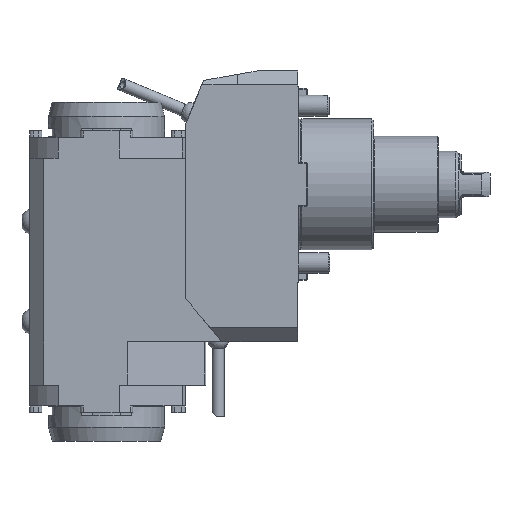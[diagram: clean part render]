
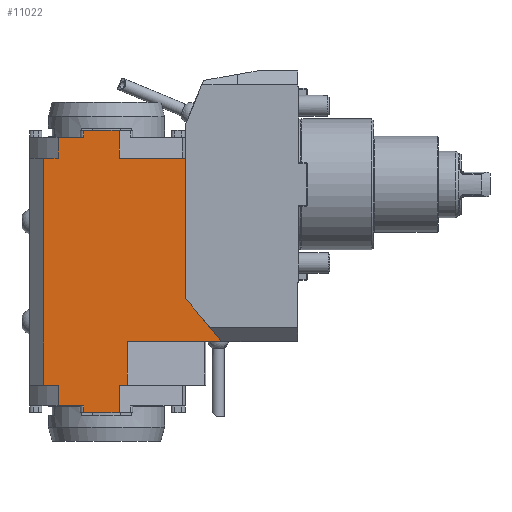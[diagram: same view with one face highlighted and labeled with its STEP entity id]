
A CAD part, left-side view. The second image highlights one B-rep face of the part: STEP entity #11022.
In plain terms, the highlighted planar face has unit normal (-1, 0, 0).
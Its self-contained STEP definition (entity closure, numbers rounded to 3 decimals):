
#320 = CARTESIAN_POINT ( 'NONE',  ( -44., 123., -126.9 ) ) ;
#440 = CARTESIAN_POINT ( 'NONE',  ( -44., 64.5, -65.5 ) ) ;
#517 = ORIENTED_EDGE ( 'NONE', *, *, #4442, .T. ) ;
#526 = VERTEX_POINT ( 'NONE', #440 ) ;
#1169 = VECTOR ( 'NONE', #12996, 1000. ) ;
#1348 = ORIENTED_EDGE ( 'NONE', *, *, #25585, .T. ) ;
#1432 = CARTESIAN_POINT ( 'NONE',  ( -44., 94.5, -90. ) ) ;
#1655 = CARTESIAN_POINT ( 'NONE',  ( -44., 98.144, -115. ) ) ;
#1893 = LINE ( 'NONE', #11330, #1169 ) ;
#1894 = ORIENTED_EDGE ( 'NONE', *, *, #21132, .F. ) ;
#2123 = DIRECTION ( 'NONE',  ( 0., -1., 0. ) ) ;
#2139 = VECTOR ( 'NONE', #22595, 1000. ) ;
#2248 = DIRECTION ( 'NONE',  ( 0., 0., -1. ) ) ;
#2272 = CARTESIAN_POINT ( 'NONE',  ( -44., 123., -130.9 ) ) ;
#2363 = ORIENTED_EDGE ( 'NONE', *, *, #23916, .F. ) ;
#2395 = CARTESIAN_POINT ( 'NONE',  ( -44., 98.144, -90. ) ) ;
#2417 = LINE ( 'NONE', #20744, #25513 ) ;
#2422 = CARTESIAN_POINT ( 'NONE',  ( -44., 98.144, -90. ) ) ;
#3055 = VECTOR ( 'NONE', #4888, 1000. ) ;
#3613 = EDGE_CURVE ( 'NONE', #11435, #13709, #20285, .T. ) ;
#3647 = EDGE_CURVE ( 'NONE', #19530, #6441, #22815, .T. ) ;
#3750 = EDGE_CURVE ( 'NONE', #4142, #28535, #5684, .T. ) ;
#3766 = CARTESIAN_POINT ( 'NONE',  ( -44., 64.5, 15. ) ) ;
#3937 = DIRECTION ( 'NONE',  ( -1., 0., 0. ) ) ;
#3991 = VECTOR ( 'NONE', #7596, 1000. ) ;
#4142 = VERTEX_POINT ( 'NONE', #19856 ) ;
#4442 = EDGE_CURVE ( 'NONE', #29307, #6441, #27884, .T. ) ;
#4781 = VECTOR ( 'NONE', #2248, 1000. ) ;
#4794 = VERTEX_POINT ( 'NONE', #12338 ) ;
#4888 = DIRECTION ( 'NONE',  ( 0., 0., -1. ) ) ;
#4922 = LINE ( 'NONE', #18176, #17590 ) ;
#5057 = EDGE_CURVE ( 'NONE', #4794, #25388, #20459, .T. ) ;
#5397 = DIRECTION ( 'NONE',  ( 0., 0., -1. ) ) ;
#5536 = CARTESIAN_POINT ( 'NONE',  ( -44., 137.713, 15. ) ) ;
#5630 = VERTEX_POINT ( 'NONE', #11937 ) ;
#5684 = LINE ( 'NONE', #28523, #22334 ) ;
#5848 = LINE ( 'NONE', #17869, #6980 ) ;
#5922 = VERTEX_POINT ( 'NONE', #12153 ) ;
#5998 = ORIENTED_EDGE ( 'NONE', *, *, #3750, .T. ) ;
#6182 = DIRECTION ( 'NONE',  ( 0., -1., 0. ) ) ;
#6267 = CARTESIAN_POINT ( 'NONE',  ( -44., 137.713, -126.9 ) ) ;
#6441 = VERTEX_POINT ( 'NONE', #6267 ) ;
#6557 = LINE ( 'NONE', #27117, #2139 ) ;
#6641 = CARTESIAN_POINT ( 'NONE',  ( -44., 102.8, -130.9 ) ) ;
#6980 = VECTOR ( 'NONE', #9093, 1000. ) ;
#7179 = CARTESIAN_POINT ( 'NONE',  ( -44., 43.942, -90. ) ) ;
#7196 = EDGE_LOOP ( 'NONE', ( #17970, #1348, #19824, #27650, #19345, #5998, #20055, #12087, #14152, #25253, #16526, #517, #13782, #2363, #24692, #10212, #1894, #17499, #12295 ) ) ;
#7449 = CARTESIAN_POINT ( 'NONE',  ( -44., 102.8, 30.9 ) ) ;
#7596 = DIRECTION ( 'NONE',  ( 0., -1., 0. ) ) ;
#7759 = LINE ( 'NONE', #26391, #21640 ) ;
#7887 = VECTOR ( 'NONE', #25376, 1000. ) ;
#8226 = LINE ( 'NONE', #26885, #23775 ) ;
#8742 = CARTESIAN_POINT ( 'NONE',  ( -44., 146., -115. ) ) ;
#8792 = VECTOR ( 'NONE', #22851, 1000. ) ;
#9087 = VERTEX_POINT ( 'NONE', #19478 ) ;
#9093 = DIRECTION ( 'NONE',  ( 0., 0., 1. ) ) ;
#9243 = CARTESIAN_POINT ( 'NONE',  ( -44., 137.713, 26.9 ) ) ;
#9644 = VECTOR ( 'NONE', #18461, 1000. ) ;
#10212 = ORIENTED_EDGE ( 'NONE', *, *, #21098, .F. ) ;
#10918 = VECTOR ( 'NONE', #23621, 1000. ) ;
#11022 = ADVANCED_FACE ( 'Defeature completata1_34', ( #29347 ), #22259, .T. ) ;
#11149 = EDGE_CURVE ( 'NONE', #29307, #11518, #2417, .T. ) ;
#11330 = CARTESIAN_POINT ( 'NONE',  ( -44., 64.5, -115. ) ) ;
#11435 = VERTEX_POINT ( 'NONE', #21567 ) ;
#11499 = LINE ( 'NONE', #9243, #9644 ) ;
#11518 = VERTEX_POINT ( 'NONE', #8742 ) ;
#11937 = CARTESIAN_POINT ( 'NONE',  ( -44., 102.8, 15. ) ) ;
#12087 = ORIENTED_EDGE ( 'NONE', *, *, #3613, .T. ) ;
#12153 = CARTESIAN_POINT ( 'NONE',  ( -44., 102.8, 30.9 ) ) ;
#12254 = DIRECTION ( 'NONE',  ( 0., -0.643, -0.766 ) ) ;
#12295 = ORIENTED_EDGE ( 'NONE', *, *, #12883, .F. ) ;
#12338 = CARTESIAN_POINT ( 'NONE',  ( -44., 102.8, -130.9 ) ) ;
#12354 = CARTESIAN_POINT ( 'NONE',  ( -44., 123., -130.9 ) ) ;
#12883 = EDGE_CURVE ( 'NONE', #27911, #13311, #19611, .T. ) ;
#12996 = DIRECTION ( 'NONE',  ( 0., 1., 0. ) ) ;
#13311 = VERTEX_POINT ( 'NONE', #2422 ) ;
#13709 = VERTEX_POINT ( 'NONE', #5536 ) ;
#13782 = ORIENTED_EDGE ( 'NONE', *, *, #3647, .F. ) ;
#13961 = DIRECTION ( 'NONE',  ( 0., 0., -1. ) ) ;
#14152 = ORIENTED_EDGE ( 'NONE', *, *, #16565, .F. ) ;
#14235 = LINE ( 'NONE', #7449, #3991 ) ;
#14458 = LINE ( 'NONE', #12354, #10918 ) ;
#14730 = CARTESIAN_POINT ( 'NONE',  ( -44., 146., 15. ) ) ;
#15075 = VERTEX_POINT ( 'NONE', #3766 ) ;
#15076 = VECTOR ( 'NONE', #15874, 1000. ) ;
#15874 = DIRECTION ( 'NONE',  ( 0., 0., -1. ) ) ;
#15878 = CARTESIAN_POINT ( 'NONE',  ( -44., 137.713, -115. ) ) ;
#16003 = EDGE_CURVE ( 'NONE', #24504, #11518, #22982, .T. ) ;
#16526 = ORIENTED_EDGE ( 'NONE', *, *, #11149, .F. ) ;
#16565 = EDGE_CURVE ( 'NONE', #24504, #13709, #8226, .T. ) ;
#17354 = EDGE_CURVE ( 'NONE', #13311, #25352, #25079, .T. ) ;
#17457 = EDGE_CURVE ( 'NONE', #5922, #5630, #7759, .T. ) ;
#17499 = ORIENTED_EDGE ( 'NONE', *, *, #17354, .F. ) ;
#17590 = VECTOR ( 'NONE', #12254, 1000. ) ;
#17869 = CARTESIAN_POINT ( 'NONE',  ( -44., 64.5, -115. ) ) ;
#17970 = ORIENTED_EDGE ( 'NONE', *, *, #26340, .F. ) ;
#18038 = CARTESIAN_POINT ( 'NONE',  ( -44., 137.713, -126.9 ) ) ;
#18176 = CARTESIAN_POINT ( 'NONE',  ( -44., 90.932, -34. ) ) ;
#18401 = CARTESIAN_POINT ( 'NONE',  ( -44., 137.713, -115. ) ) ;
#18461 = DIRECTION ( 'NONE',  ( 0., -1., 0. ) ) ;
#19345 = ORIENTED_EDGE ( 'NONE', *, *, #27046, .F. ) ;
#19478 = CARTESIAN_POINT ( 'NONE',  ( -44., 102.8, -115. ) ) ;
#19530 = VERTEX_POINT ( 'NONE', #320 ) ;
#19611 = LINE ( 'NONE', #1432, #26594 ) ;
#19824 = ORIENTED_EDGE ( 'NONE', *, *, #25795, .F. ) ;
#19856 = CARTESIAN_POINT ( 'NONE',  ( -44., 123., 30.9 ) ) ;
#20055 = ORIENTED_EDGE ( 'NONE', *, *, #20465, .F. ) ;
#20285 = LINE ( 'NONE', #29465, #7887 ) ;
#20459 = LINE ( 'NONE', #6641, #8792 ) ;
#20465 = EDGE_CURVE ( 'NONE', #11435, #28535, #11499, .T. ) ;
#20744 = CARTESIAN_POINT ( 'NONE',  ( -44., 64.5, -115. ) ) ;
#20892 = DIRECTION ( 'NONE',  ( 0., 1., 0. ) ) ;
#21098 = EDGE_CURVE ( 'NONE', #9087, #4794, #22464, .T. ) ;
#21132 = EDGE_CURVE ( 'NONE', #25352, #9087, #1893, .T. ) ;
#21567 = CARTESIAN_POINT ( 'NONE',  ( -44., 137.713, 26.9 ) ) ;
#21640 = VECTOR ( 'NONE', #5397, 1000. ) ;
#22259 = PLANE ( 'NONE',  #24076 ) ;
#22334 = VECTOR ( 'NONE', #28688, 1000. ) ;
#22464 = LINE ( 'NONE', #26831, #15076 ) ;
#22595 = DIRECTION ( 'NONE',  ( 0., -1., 0. ) ) ;
#22694 = CARTESIAN_POINT ( 'NONE',  ( -44., 137.713, 152.06 ) ) ;
#22815 = LINE ( 'NONE', #18038, #24719 ) ;
#22851 = DIRECTION ( 'NONE',  ( 0., 1., 0. ) ) ;
#22982 = LINE ( 'NONE', #23428, #25185 ) ;
#23428 = CARTESIAN_POINT ( 'NONE',  ( -44., 146., -115. ) ) ;
#23621 = DIRECTION ( 'NONE',  ( 0., 0., 1. ) ) ;
#23775 = VECTOR ( 'NONE', #6182, 1000. ) ;
#23916 = EDGE_CURVE ( 'NONE', #25388, #19530, #14458, .T. ) ;
#24076 = AXIS2_PLACEMENT_3D ( 'NONE', #22694, #3937, #2123 ) ;
#24504 = VERTEX_POINT ( 'NONE', #14730 ) ;
#24692 = ORIENTED_EDGE ( 'NONE', *, *, #5057, .F. ) ;
#24719 = VECTOR ( 'NONE', #27174, 1000. ) ;
#25079 = LINE ( 'NONE', #2395, #4781 ) ;
#25185 = VECTOR ( 'NONE', #13961, 1000. ) ;
#25253 = ORIENTED_EDGE ( 'NONE', *, *, #16003, .T. ) ;
#25352 = VERTEX_POINT ( 'NONE', #1655 ) ;
#25376 = DIRECTION ( 'NONE',  ( 0., 0., -1. ) ) ;
#25388 = VERTEX_POINT ( 'NONE', #2272 ) ;
#25513 = VECTOR ( 'NONE', #20892, 1000. ) ;
#25585 = EDGE_CURVE ( 'NONE', #526, #15075, #5848, .T. ) ;
#25795 = EDGE_CURVE ( 'NONE', #5630, #15075, #6557, .T. ) ;
#26340 = EDGE_CURVE ( 'NONE', #526, #27911, #4922, .T. ) ;
#26375 = CARTESIAN_POINT ( 'NONE',  ( -44., 123., 26.9 ) ) ;
#26391 = CARTESIAN_POINT ( 'NONE',  ( -44., 102.8, 152.06 ) ) ;
#26594 = VECTOR ( 'NONE', #28946, 1000. ) ;
#26831 = CARTESIAN_POINT ( 'NONE',  ( -44., 102.8, 152.06 ) ) ;
#26885 = CARTESIAN_POINT ( 'NONE',  ( -44., 146., 15. ) ) ;
#27046 = EDGE_CURVE ( 'NONE', #4142, #5922, #14235, .T. ) ;
#27117 = CARTESIAN_POINT ( 'NONE',  ( -44., 146., 15. ) ) ;
#27174 = DIRECTION ( 'NONE',  ( 0., 1., 0. ) ) ;
#27650 = ORIENTED_EDGE ( 'NONE', *, *, #17457, .F. ) ;
#27884 = LINE ( 'NONE', #15878, #3055 ) ;
#27911 = VERTEX_POINT ( 'NONE', #7179 ) ;
#28523 = CARTESIAN_POINT ( 'NONE',  ( -44., 123., 30.9 ) ) ;
#28535 = VERTEX_POINT ( 'NONE', #26375 ) ;
#28688 = DIRECTION ( 'NONE',  ( 0., 0., -1. ) ) ;
#28946 = DIRECTION ( 'NONE',  ( 0., 1., 0. ) ) ;
#29307 = VERTEX_POINT ( 'NONE', #18401 ) ;
#29347 = FACE_OUTER_BOUND ( 'NONE', #7196, .T. ) ;
#29465 = CARTESIAN_POINT ( 'NONE',  ( -44., 137.713, 152.06 ) ) ;
